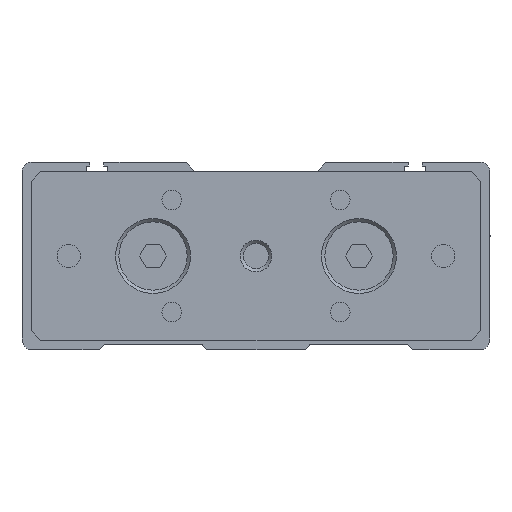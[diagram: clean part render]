
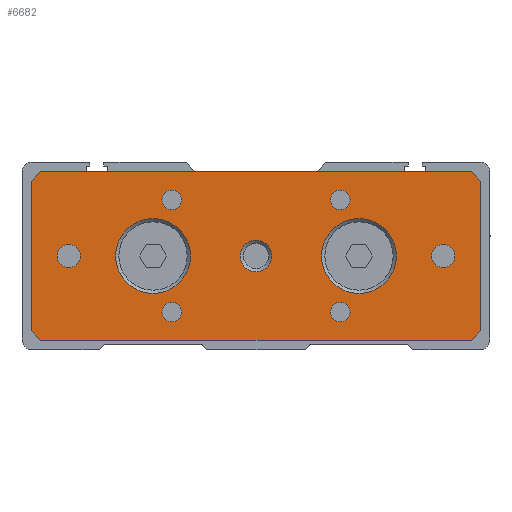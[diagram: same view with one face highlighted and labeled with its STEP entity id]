
A CAD part, left-side view. The second image highlights one B-rep face of the part: STEP entity #6682.
In plain terms, the highlighted planar face has unit normal (-1, 0, 0).
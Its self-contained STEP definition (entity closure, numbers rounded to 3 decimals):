
#5980=CARTESIAN_POINT('',(-15.,-854.,18.));
#5981=VERTEX_POINT('Vertex266',#5980);
#5988=CARTESIAN_POINT('',(-15.,-946.,18.));
#5989=VERTEX_POINT('Vertex267',#5988);
#5990=CARTESIAN_POINT('',(-15.,-900.,18.));
#5991=DIRECTION('',(0.,-1.,0.));
#5992=VECTOR('',#5991,1.);
#5993=LINE('nurbsCrv366',#5990,#5992);
#5994=EDGE_CURVE('Edge366',#5981,#5989,#5993,.T.);
#6418=CARTESIAN_POINT('',(-15.,-878.,8.));
#6419=VERTEX_POINT('Vertex293',#6418);
#6420=CARTESIAN_POINT('',(-15.,-878.,0.));
#6421=DIRECTION('',(1.,0.,0.));
#6422=DIRECTION('',(0.,0.,1.));
#6423=AXIS2_PLACEMENT_3D('',#6420,#6421,#6422);
#6424=CIRCLE('nurbsCrv405',#6423,8.);
#6425=EDGE_CURVE('Edge405',#6419,#6419,#6424,.T.);
#6463=CARTESIAN_POINT('',(-15.,-900.,3.4));
#6464=VERTEX_POINT('Vertex295',#6463);
#6465=CARTESIAN_POINT('',(-15.,-900.,0.));
#6466=DIRECTION('',(1.,0.,0.));
#6467=DIRECTION('',(0.,0.,1.));
#6468=AXIS2_PLACEMENT_3D('',#6465,#6466,#6467);
#6469=CIRCLE('nurbsCrv407',#6468,3.4);
#6470=EDGE_CURVE('Edge407',#6464,#6464,#6469,.T.);
#6500=CARTESIAN_POINT('',(-15.,-922.,8.));
#6501=VERTEX_POINT('Vertex297',#6500);
#6502=CARTESIAN_POINT('',(-15.,-922.,0.));
#6503=DIRECTION('',(1.,0.,0.));
#6504=DIRECTION('',(0.,0.,1.));
#6505=AXIS2_PLACEMENT_3D('',#6502,#6503,#6504);
#6506=CIRCLE('nurbsCrv409',#6505,8.);
#6507=EDGE_CURVE('Edge409',#6501,#6501,#6506,.T.);
#6545=ORIENTED_EDGE('Edgeuse812',*,*,#5994,.F.);
#6546=CARTESIAN_POINT('',(-15.,-852.,16.));
#6547=VERTEX_POINT('Vertex298',#6546);
#6548=CARTESIAN_POINT('',(-15.,-853.,17.));
#6549=DIRECTION('',(0.,0.707,-0.707
));
#6550=VECTOR('',#6549,1.);
#6551=LINE('nurbsCrv410',#6548,#6550);
#6552=EDGE_CURVE('Edge410',#5981,#6547,#6551,.T.);
#6553=ORIENTED_EDGE('Edgeuse813',*,*,#6552,.T.);
#6554=CARTESIAN_POINT('',(-15.,-852.,-16.));
#6555=VERTEX_POINT('Vertex299',#6554);
#6556=CARTESIAN_POINT('',(-15.,-852.,0.));
#6557=DIRECTION('',(0.,0.,-1.));
#6558=VECTOR('',#6557,1.);
#6559=LINE('nurbsCrv411',#6556,#6558);
#6560=EDGE_CURVE('Edge411',#6547,#6555,#6559,.T.);
#6561=ORIENTED_EDGE('Edgeuse814',*,*,#6560,.T.);
#6562=CARTESIAN_POINT('',(-15.,-854.,-18.));
#6563=VERTEX_POINT('Vertex300',#6562);
#6564=CARTESIAN_POINT('',(-15.,-853.,-17.));
#6565=DIRECTION('',(0.,-0.707,-0.707
));
#6566=VECTOR('',#6565,1.);
#6567=LINE('nurbsCrv412',#6564,#6566);
#6568=EDGE_CURVE('Edge412',#6555,#6563,#6567,.T.);
#6569=ORIENTED_EDGE('Edgeuse815',*,*,#6568,.T.);
#6570=CARTESIAN_POINT('',(-15.,-946.,-18.));
#6571=VERTEX_POINT('Vertex301',#6570);
#6572=CARTESIAN_POINT('',(-15.,-900.,-18.));
#6573=DIRECTION('',(0.,-1.,0.));
#6574=VECTOR('',#6573,1.);
#6575=LINE('nurbsCrv413',#6572,#6574);
#6576=EDGE_CURVE('Edge413',#6563,#6571,#6575,.T.);
#6577=ORIENTED_EDGE('Edgeuse816',*,*,#6576,.T.);
#6578=CARTESIAN_POINT('',(-15.,-948.,-16.));
#6579=VERTEX_POINT('Vertex302',#6578);
#6580=CARTESIAN_POINT('',(-15.,-947.,-17.));
#6581=DIRECTION('',(0.,0.707,-0.707
));
#6582=VECTOR('',#6581,1.);
#6583=LINE('nurbsCrv414',#6580,#6582);
#6584=EDGE_CURVE('Edge414',#6579,#6571,#6583,.T.);
#6585=ORIENTED_EDGE('Edgeuse817',*,*,#6584,.F.);
#6586=CARTESIAN_POINT('',(-15.,-948.,16.));
#6587=VERTEX_POINT('Vertex303',#6586);
#6588=CARTESIAN_POINT('',(-15.,-948.,0.));
#6589=DIRECTION('',(0.,0.,-1.));
#6590=VECTOR('',#6589,1.);
#6591=LINE('nurbsCrv415',#6588,#6590);
#6592=EDGE_CURVE('Edge415',#6587,#6579,#6591,.T.);
#6593=ORIENTED_EDGE('Edgeuse818',*,*,#6592,.F.);
#6594=CARTESIAN_POINT('',(-15.,-947.,17.));
#6595=DIRECTION('',(0.,-0.707,-0.707));
#6596=VECTOR('',#6595,1.);
#6597=LINE('nurbsCrv416',#6594,#6596);
#6598=EDGE_CURVE('Edge416',#5989,#6587,#6597,.T.);
#6599=ORIENTED_EDGE('Edgeuse819',*,*,#6598,.F.);
#6600=EDGE_LOOP('',(#6545,#6553,#6561,#6569,#6577,#6585,#6593,#6599));
#6601=FACE_OUTER_BOUND('',#6600,.T.);
#6602=CARTESIAN_POINT('',(-15.,-940.,2.5));
#6603=VERTEX_POINT('Vertex304',#6602);
#6604=CARTESIAN_POINT('',(-15.,-940.,0.));
#6605=DIRECTION('',(1.,0.,0.));
#6606=DIRECTION('',(0.,0.,1.));
#6607=AXIS2_PLACEMENT_3D('',#6604,#6605,#6606);
#6608=CIRCLE('nurbsCrv417',#6607,2.5);
#6609=EDGE_CURVE('Edge417',#6603,#6603,#6608,.T.);
#6610=ORIENTED_EDGE('Edgeuse820',*,*,#6609,.T.);
#6611=EDGE_LOOP('',(#6610));
#6612=FACE_BOUND('',#6611,.T.);
#6613=CARTESIAN_POINT('',(-15.,-918.,14.1));
#6614=VERTEX_POINT('Vertex305',#6613);
#6615=CARTESIAN_POINT('',(-15.,-918.,12.));
#6616=DIRECTION('',(1.,0.,0.));
#6617=DIRECTION('',(0.,0.,1.));
#6618=AXIS2_PLACEMENT_3D('',#6615,#6616,#6617);
#6619=CIRCLE('nurbsCrv418',#6618,2.1);
#6620=EDGE_CURVE('Edge418',#6614,#6614,#6619,.T.);
#6621=ORIENTED_EDGE('Edgeuse821',*,*,#6620,.T.);
#6622=EDGE_LOOP('',(#6621));
#6623=FACE_BOUND('',#6622,.T.);
#6624=CARTESIAN_POINT('',(-15.,-918.,-9.9));
#6625=VERTEX_POINT('Vertex306',#6624);
#6626=CARTESIAN_POINT('',(-15.,-918.,-12.));
#6627=DIRECTION('',(1.,0.,0.));
#6628=DIRECTION('',(0.,0.,1.));
#6629=AXIS2_PLACEMENT_3D('',#6626,#6627,#6628);
#6630=CIRCLE('nurbsCrv419',#6629,2.1);
#6631=EDGE_CURVE('Edge419',#6625,#6625,#6630,.T.);
#6632=ORIENTED_EDGE('Edgeuse822',*,*,#6631,.T.);
#6633=EDGE_LOOP('',(#6632));
#6634=FACE_BOUND('',#6633,.T.);
#6635=CARTESIAN_POINT('',(-15.,-882.,-9.9));
#6636=VERTEX_POINT('Vertex307',#6635);
#6637=CARTESIAN_POINT('',(-15.,-882.,-12.));
#6638=DIRECTION('',(1.,0.,0.));
#6639=DIRECTION('',(0.,0.,1.));
#6640=AXIS2_PLACEMENT_3D('',#6637,#6638,#6639);
#6641=CIRCLE('nurbsCrv420',#6640,2.1);
#6642=EDGE_CURVE('Edge420',#6636,#6636,#6641,.T.);
#6643=ORIENTED_EDGE('Edgeuse823',*,*,#6642,.T.);
#6644=EDGE_LOOP('',(#6643));
#6645=FACE_BOUND('',#6644,.T.);
#6646=CARTESIAN_POINT('',(-15.,-882.,14.1));
#6647=VERTEX_POINT('Vertex308',#6646);
#6648=CARTESIAN_POINT('',(-15.,-882.,12.));
#6649=DIRECTION('',(1.,0.,0.));
#6650=DIRECTION('',(0.,0.,1.));
#6651=AXIS2_PLACEMENT_3D('',#6648,#6649,#6650);
#6652=CIRCLE('nurbsCrv421',#6651,2.1);
#6653=EDGE_CURVE('Edge421',#6647,#6647,#6652,.T.);
#6654=ORIENTED_EDGE('Edgeuse824',*,*,#6653,.T.);
#6655=EDGE_LOOP('',(#6654));
#6656=FACE_BOUND('',#6655,.T.);
#6657=CARTESIAN_POINT('',(-15.,-860.,2.5));
#6658=VERTEX_POINT('Vertex309',#6657);
#6659=CARTESIAN_POINT('',(-15.,-860.,0.));
#6660=DIRECTION('',(1.,0.,0.));
#6661=DIRECTION('',(0.,0.,1.));
#6662=AXIS2_PLACEMENT_3D('',#6659,#6660,#6661);
#6663=CIRCLE('nurbsCrv422',#6662,2.5);
#6664=EDGE_CURVE('Edge422',#6658,#6658,#6663,.T.);
#6665=ORIENTED_EDGE('Edgeuse825',*,*,#6664,.T.);
#6666=EDGE_LOOP('',(#6665));
#6667=FACE_BOUND('',#6666,.T.);
#6668=ORIENTED_EDGE('Edgeuse809',*,*,#6425,.T.);
#6669=EDGE_LOOP('',(#6668));
#6670=FACE_BOUND('',#6669,.T.);
#6671=ORIENTED_EDGE('Edgeuse810',*,*,#6470,.T.);
#6672=EDGE_LOOP('',(#6671));
#6673=FACE_BOUND('',#6672,.T.);
#6674=ORIENTED_EDGE('Edgeuse811',*,*,#6507,.T.);
#6675=EDGE_LOOP('',(#6674));
#6676=FACE_BOUND('',#6675,.T.);
#6677=CARTESIAN_POINT('',(-15.,-900.,0.));
#6678=DIRECTION('',(-1.,0.,0.));
#6679=DIRECTION('',(0.,0.,-1.));
#6680=AXIS2_PLACEMENT_3D('',#6677,#6678,#6679);
#6681=PLANE('nurbsSrf178',#6680);
#6682=ADVANCED_FACE('Face178',(#6601,#6612,#6623,#6634,#6645,#6656,#6667,#6670,
#6673,#6676),#6681,.T.);
